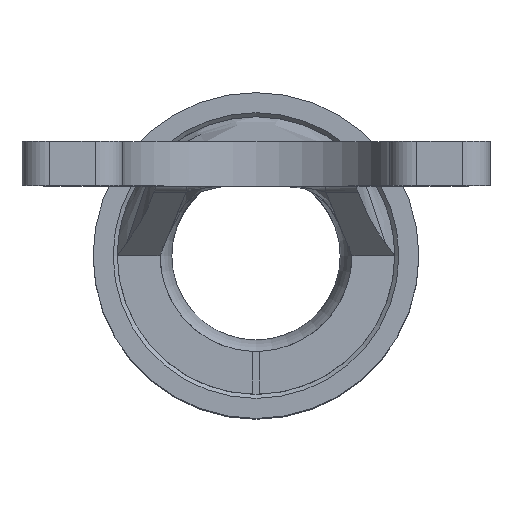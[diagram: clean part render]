
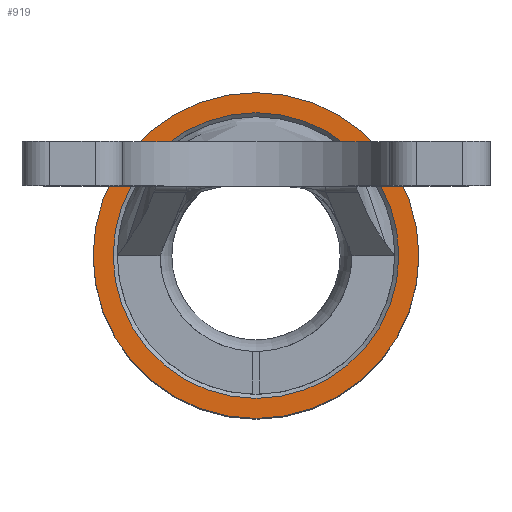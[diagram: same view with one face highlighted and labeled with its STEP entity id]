
A CAD part, top view. The second image highlights one B-rep face of the part: STEP entity #919.
In plain terms, the highlighted planar face has unit normal (0, 0, 1).
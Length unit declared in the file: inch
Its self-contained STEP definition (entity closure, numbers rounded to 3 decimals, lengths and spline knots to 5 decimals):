
#166=PLANE($,#987);
#207=FACE_BOUND($,#292,.T.);
#230=FACE_OUTER_BOUND($,#291,.T.);
#291=EDGE_LOOP($,(#652));
#292=EDGE_LOOP($,(#653));
#370=CIRCLE($,#984,0.1035);
#372=CIRCLE($,#988,0.118);
#419=VERTEX_POINT($,#1332);
#421=VERTEX_POINT($,#1338);
#515=EDGE_CURVE($,#419,#419,#370,.T.);
#517=EDGE_CURVE($,#421,#421,#372,.T.);
#652=ORIENTED_EDGE($,*,*,#517,.T.);
#653=ORIENTED_EDGE($,*,*,#515,.F.);
#919=ADVANCED_FACE($,(#230,#207),#166,.T.);
#984=AXIS2_PLACEMENT_3D($,#1333,#1087,#1088);
#987=AXIS2_PLACEMENT_3D($,#1337,#1093,#1094);
#988=AXIS2_PLACEMENT_3D($,#1339,#1095,#1096);
#1087=DIRECTION('center_axis',(0.,0.,1.));
#1088=DIRECTION('ref_axis',(-1.,0.,0.));
#1093=DIRECTION('center_axis',(0.,0.,1.));
#1094=DIRECTION('ref_axis',(1.,0.,0.));
#1095=DIRECTION('center_axis',(0.,0.,1.));
#1096=DIRECTION('ref_axis',(-1.,0.,0.));
#1332=CARTESIAN_POINT('',(0.1035,0.,0.1825));
#1333=CARTESIAN_POINT('Origin',(0.,0.,0.1825));
#1337=CARTESIAN_POINT('Origin',(0.,0.,0.1825));
#1338=CARTESIAN_POINT('',(0.118,0.,0.1825));
#1339=CARTESIAN_POINT('Origin',(0.,0.,0.1825));
